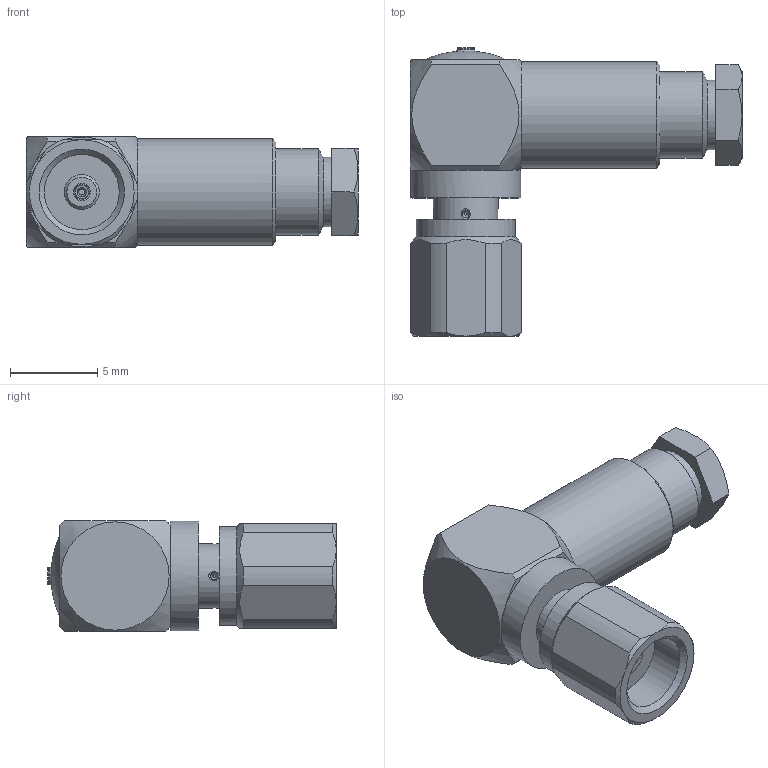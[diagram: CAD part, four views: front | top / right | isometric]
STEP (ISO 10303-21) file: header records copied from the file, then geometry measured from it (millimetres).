
FILE_DESCRIPTION (( 'STEP AP203' ), '1' );
FILE_NAME ('R112.165.000L.STEP', '2012-03-07T05:32:24', ( 'Radiall' ), ( '' ), 'SwSTEP 2.0', 'SolidWorks 2011', '' );
FILE_SCHEMA (( 'CONFIG_CONTROL_DESIGN' ));
Length unit declared in the file: millimetre
Products named in the file (1): R112.165.000L
Bounding box: 19.02 x 16.53 x 6.35 mm (x, y, z)
Volume: 731.6 mm3; surface area: 834.8 mm2
Topology: 1 solids, 2 shells, 132 faces, 305 edges, 195 vertices
Faces by surface type: plane 47, cone 39, cylinder 31, bspline 13, torus 2
Full cylindrical faces by diameter (mm): 1 x2, 1.7 x1, 2 x2, 2.8 x1, 3 x1, 3.2 x1, 3.7 x1, 4 x1, 4.3 x1, 4.94 x1, 5.5 x1, 5.6 x1, 5.65 x1, 6.1 x1, 6.3 x1
Entity records: 4287 total; most frequent: CARTESIAN_POINT 1610, DIRECTION 510, ORIENTED_EDGE 506, EDGE_CURVE 253, AXIS2_PLACEMENT_3D 231, EDGE_LOOP 189, VERTEX_POINT 180, FACE_OUTER_BOUND 152
